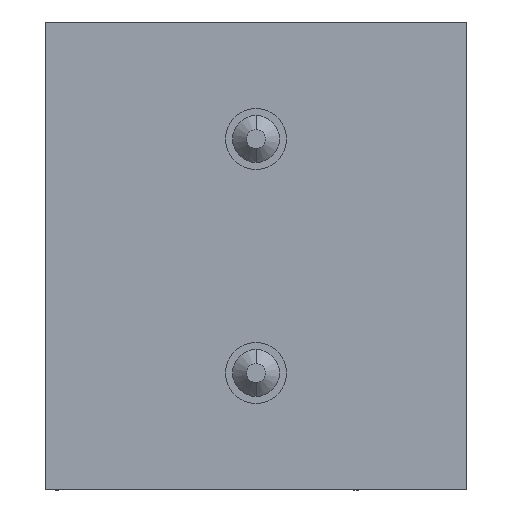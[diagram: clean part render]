
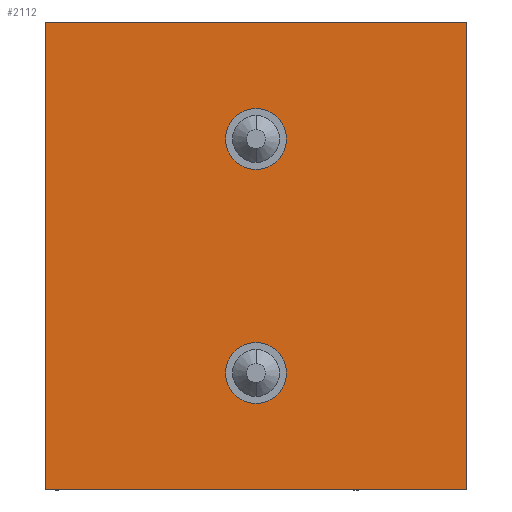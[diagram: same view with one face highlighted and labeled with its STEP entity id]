
A CAD part, front view. The second image highlights one B-rep face of the part: STEP entity #2112.
In plain terms, the highlighted planar face has unit normal (0, -1, 0).
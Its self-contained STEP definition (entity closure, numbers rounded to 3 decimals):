
#5 = EDGE_LOOP ( 'NONE', ( #4802, #2747 ) ) ;
#171 = CARTESIAN_POINT ( 'NONE',  ( 55.199, 15.553, 18.473 ) ) ;
#186 = DIRECTION ( 'NONE',  ( 0., 1., 0. ) ) ;
#237 = DIRECTION ( 'NONE',  ( 0., -1., 0. ) ) ;
#271 = CARTESIAN_POINT ( 'NONE',  ( 46.199, 15.553, 8.948 ) ) ;
#314 = DIRECTION ( 'NONE',  ( 1., 0., 0. ) ) ;
#328 = CARTESIAN_POINT ( 'NONE',  ( 55.199, 15.553, 8.948 ) ) ;
#331 = VERTEX_POINT ( 'NONE', #1683 ) ;
#479 = CARTESIAN_POINT ( 'NONE',  ( 46.199, 15.553, 8.948 ) ) ;
#481 = EDGE_CURVE ( 'NONE', #331, #2766, #2155, .T. ) ;
#675 = CARTESIAN_POINT ( 'NONE',  ( 51.349, 15.553, 11.447 ) ) ;
#689 = CARTESIAN_POINT ( 'NONE',  ( 50.049, 15.553, 16.447 ) ) ;
#736 = EDGE_LOOP ( 'NONE', ( #3515, #4983, #782, #835 ) ) ;
#782 = ORIENTED_EDGE ( 'NONE', *, *, #1517, .T. ) ;
#791 = DIRECTION ( 'NONE',  ( 1., 0., 0. ) ) ;
#794 = DIRECTION ( 'NONE',  ( 0., 0., 1. ) ) ;
#826 = CARTESIAN_POINT ( 'NONE',  ( 51.349, 15.553, 16.447 ) ) ;
#835 = ORIENTED_EDGE ( 'NONE', *, *, #1267, .F. ) ;
#878 = AXIS2_PLACEMENT_3D ( 'NONE', #4827, #4756, #794 ) ;
#992 = DIRECTION ( 'NONE',  ( 0., 0., 1. ) ) ;
#1034 = VECTOR ( 'NONE', #791, 1000. ) ;
#1095 = VECTOR ( 'NONE', #3245, 1000. ) ;
#1099 = CIRCLE ( 'NONE', #878, 0.65 ) ;
#1267 = EDGE_CURVE ( 'NONE', #331, #2277, #2217, .T. ) ;
#1505 = VECTOR ( 'NONE', #314, 1000. ) ;
#1517 = EDGE_CURVE ( 'NONE', #3307, #2277, #4332, .T. ) ;
#1566 = CARTESIAN_POINT ( 'NONE',  ( 55.199, 15.553, 18.948 ) ) ;
#1582 = EDGE_CURVE ( 'NONE', #2256, #2422, #4035, .T. ) ;
#1628 = FACE_BOUND ( 'NONE', #5, .T. ) ;
#1683 = CARTESIAN_POINT ( 'NONE',  ( 46.199, 15.553, 18.948 ) ) ;
#1729 = CARTESIAN_POINT ( 'NONE',  ( 55.199, 15.553, 8.948 ) ) ;
#1744 = CARTESIAN_POINT ( 'NONE',  ( 0., 15.553, 0. ) ) ;
#1774 = EDGE_CURVE ( 'NONE', #2766, #3307, #3039, .T. ) ;
#1853 = CIRCLE ( 'NONE', #3399, 0.65 ) ;
#1866 = FACE_BOUND ( 'NONE', #4962, .T. ) ;
#1923 = DIRECTION ( 'NONE',  ( 0., 0., 1. ) ) ;
#2112 = ADVANCED_FACE ( 'NONE', ( #1628, #1866, #3997 ), #2126, .F. ) ;
#2126 = PLANE ( 'NONE',  #2398 ) ;
#2155 = LINE ( 'NONE', #479, #1095 ) ;
#2166 = AXIS2_PLACEMENT_3D ( 'NONE', #3385, #237, #1923 ) ;
#2217 = LINE ( 'NONE', #1566, #1034 ) ;
#2256 = VERTEX_POINT ( 'NONE', #689 ) ;
#2277 = VERTEX_POINT ( 'NONE', #3425 ) ;
#2398 = AXIS2_PLACEMENT_3D ( 'NONE', #1744, #186, #992 ) ;
#2422 = VERTEX_POINT ( 'NONE', #826 ) ;
#2545 = CARTESIAN_POINT ( 'NONE',  ( 50.699, 15.553, 16.447 ) ) ;
#2666 = EDGE_CURVE ( 'NONE', #2422, #2256, #1853, .T. ) ;
#2747 = ORIENTED_EDGE ( 'NONE', *, *, #2666, .F. ) ;
#2766 = VERTEX_POINT ( 'NONE', #271 ) ;
#2889 = VECTOR ( 'NONE', #4529, 1000. ) ;
#2921 = VERTEX_POINT ( 'NONE', #5072 ) ;
#3039 = LINE ( 'NONE', #328, #1505 ) ;
#3245 = DIRECTION ( 'NONE',  ( 0., 0., -1. ) ) ;
#3307 = VERTEX_POINT ( 'NONE', #1729 ) ;
#3385 = CARTESIAN_POINT ( 'NONE',  ( 50.699, 15.553, 16.447 ) ) ;
#3399 = AXIS2_PLACEMENT_3D ( 'NONE', #2545, #3772, #3755 ) ;
#3425 = CARTESIAN_POINT ( 'NONE',  ( 55.199, 15.553, 18.948 ) ) ;
#3515 = ORIENTED_EDGE ( 'NONE', *, *, #481, .T. ) ;
#3755 = DIRECTION ( 'NONE',  ( 0., 0., 1. ) ) ;
#3772 = DIRECTION ( 'NONE',  ( 0., -1., 0. ) ) ;
#3887 = DIRECTION ( 'NONE',  ( 0., -1., 0. ) ) ;
#3997 = FACE_OUTER_BOUND ( 'NONE', #736, .T. ) ;
#4019 = ORIENTED_EDGE ( 'NONE', *, *, #4168, .F. ) ;
#4035 = CIRCLE ( 'NONE', #2166, 0.65 ) ;
#4168 = EDGE_CURVE ( 'NONE', #4892, #2921, #4595, .T. ) ;
#4332 = LINE ( 'NONE', #171, #2889 ) ;
#4453 = EDGE_CURVE ( 'NONE', #2921, #4892, #1099, .T. ) ;
#4529 = DIRECTION ( 'NONE',  ( 0., 0., 1. ) ) ;
#4544 = ORIENTED_EDGE ( 'NONE', *, *, #4453, .F. ) ;
#4595 = CIRCLE ( 'NONE', #5128, 0.65 ) ;
#4756 = DIRECTION ( 'NONE',  ( 0., -1., 0. ) ) ;
#4802 = ORIENTED_EDGE ( 'NONE', *, *, #1582, .F. ) ;
#4822 = DIRECTION ( 'NONE',  ( 0., 0., 1. ) ) ;
#4827 = CARTESIAN_POINT ( 'NONE',  ( 50.699, 15.553, 11.447 ) ) ;
#4892 = VERTEX_POINT ( 'NONE', #675 ) ;
#4962 = EDGE_LOOP ( 'NONE', ( #4544, #4019 ) ) ;
#4983 = ORIENTED_EDGE ( 'NONE', *, *, #1774, .T. ) ;
#5058 = CARTESIAN_POINT ( 'NONE',  ( 50.699, 15.553, 11.447 ) ) ;
#5072 = CARTESIAN_POINT ( 'NONE',  ( 50.049, 15.553, 11.447 ) ) ;
#5128 = AXIS2_PLACEMENT_3D ( 'NONE', #5058, #3887, #4822 ) ;
